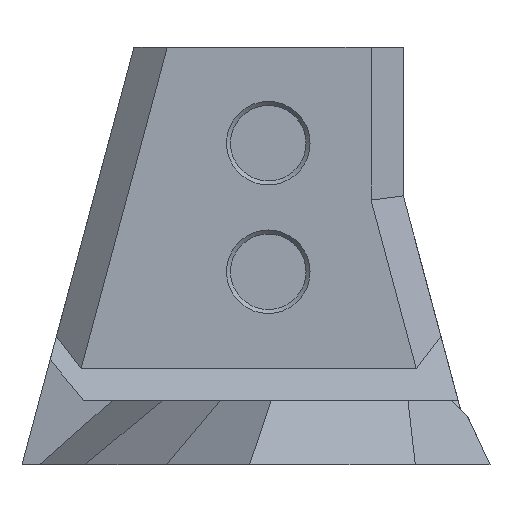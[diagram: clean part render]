
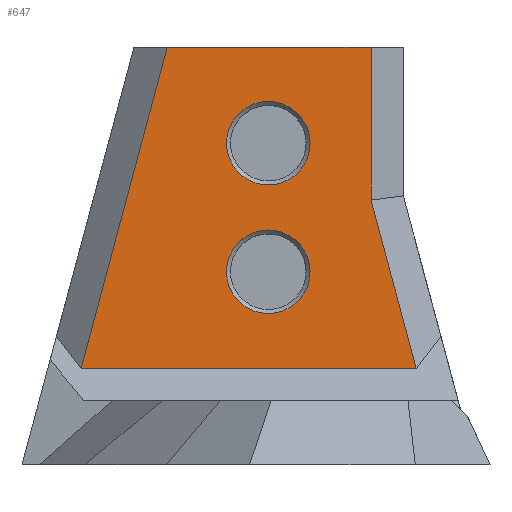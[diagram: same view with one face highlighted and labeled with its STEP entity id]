
A CAD part, front view. The second image highlights one B-rep face of the part: STEP entity #647.
In plain terms, the highlighted planar face has unit normal (0, -1, 0).
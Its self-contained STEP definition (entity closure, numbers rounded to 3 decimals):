
#34=FACE_BOUND('',#99,.T.);
#35=FACE_BOUND('',#100,.T.);
#56=FACE_OUTER_BOUND('',#98,.T.);
#98=EDGE_LOOP('',(#472,#473,#474,#475,#476));
#99=EDGE_LOOP('',(#477));
#100=EDGE_LOOP('',(#478));
#139=CIRCLE('',#693,2.6);
#140=CIRCLE('',#694,2.6);
#169=LINE('',#1742,#234);
#170=LINE('',#1744,#235);
#171=LINE('',#1746,#236);
#172=LINE('',#1748,#237);
#173=LINE('',#1749,#238);
#234=VECTOR('',#778,20.857);
#235=VECTOR('',#779,10.849);
#236=VECTOR('',#780,9.521);
#237=VECTOR('',#781,12.69);
#238=VECTOR('',#782,20.706);
#309=VERTEX_POINT('',#1740);
#310=VERTEX_POINT('',#1741);
#311=VERTEX_POINT('',#1743);
#312=VERTEX_POINT('',#1745);
#313=VERTEX_POINT('',#1747);
#314=VERTEX_POINT('',#1750);
#315=VERTEX_POINT('',#1752);
#373=EDGE_CURVE('',#309,#310,#169,.T.);
#374=EDGE_CURVE('',#310,#311,#170,.T.);
#375=EDGE_CURVE('',#311,#312,#171,.T.);
#376=EDGE_CURVE('',#313,#312,#172,.T.);
#377=EDGE_CURVE('',#313,#309,#173,.T.);
#378=EDGE_CURVE('',#314,#314,#139,.T.);
#379=EDGE_CURVE('',#315,#315,#140,.T.);
#472=ORIENTED_EDGE('',*,*,#373,.T.);
#473=ORIENTED_EDGE('',*,*,#374,.T.);
#474=ORIENTED_EDGE('',*,*,#375,.T.);
#475=ORIENTED_EDGE('',*,*,#376,.F.);
#476=ORIENTED_EDGE('',*,*,#377,.T.);
#477=ORIENTED_EDGE('',*,*,#378,.F.);
#478=ORIENTED_EDGE('',*,*,#379,.F.);
#619=PLANE('',#692);
#647=ADVANCED_FACE('',(#56,#34,#35),#619,.T.);
#692=AXIS2_PLACEMENT_3D('',#1739,#776,#777);
#693=AXIS2_PLACEMENT_3D('',#1751,#783,#784);
#694=AXIS2_PLACEMENT_3D('',#1753,#785,#786);
#776=DIRECTION('center_axis',(0.,-1.,0.));
#777=DIRECTION('ref_axis',(0.,0.,-1.));
#778=DIRECTION('',(1.,0.,0.));
#779=DIRECTION('',(-0.259,0.,0.966));
#780=DIRECTION('',(0.,0.,1.));
#781=DIRECTION('',(1.,0.,0.));
#782=DIRECTION('',(-0.259,0.,-0.966));
#783=DIRECTION('center_axis',(0.,-1.,0.));
#784=DIRECTION('ref_axis',(0.,0.,-1.));
#785=DIRECTION('center_axis',(0.,-1.,0.));
#786=DIRECTION('ref_axis',(0.,0.,-1.));
#1739=CARTESIAN_POINT('Origin',(-22.881,94.8,-102.95));
#1740=CARTESIAN_POINT('',(-33.049,94.8,-122.95));
#1741=CARTESIAN_POINT('',(-12.193,94.8,-122.95));
#1742=CARTESIAN_POINT('',(-33.049,94.8,-122.95));
#1743=CARTESIAN_POINT('',(-15.001,94.8,-112.471));
#1744=CARTESIAN_POINT('',(-12.193,94.8,-122.95));
#1745=CARTESIAN_POINT('',(-15.001,94.8,-102.95));
#1746=CARTESIAN_POINT('',(-15.001,94.8,-112.471));
#1747=CARTESIAN_POINT('',(-27.69,94.8,-102.95));
#1748=CARTESIAN_POINT('',(-27.69,94.8,-102.95));
#1749=CARTESIAN_POINT('',(-27.69,94.8,-102.95));
#1750=CARTESIAN_POINT('',(-21.4,94.8,-106.331));
#1751=CARTESIAN_POINT('Origin',(-21.4,94.8,-108.931));
#1752=CARTESIAN_POINT('',(-21.4,94.8,-114.331));
#1753=CARTESIAN_POINT('Origin',(-21.4,94.8,-116.931));
